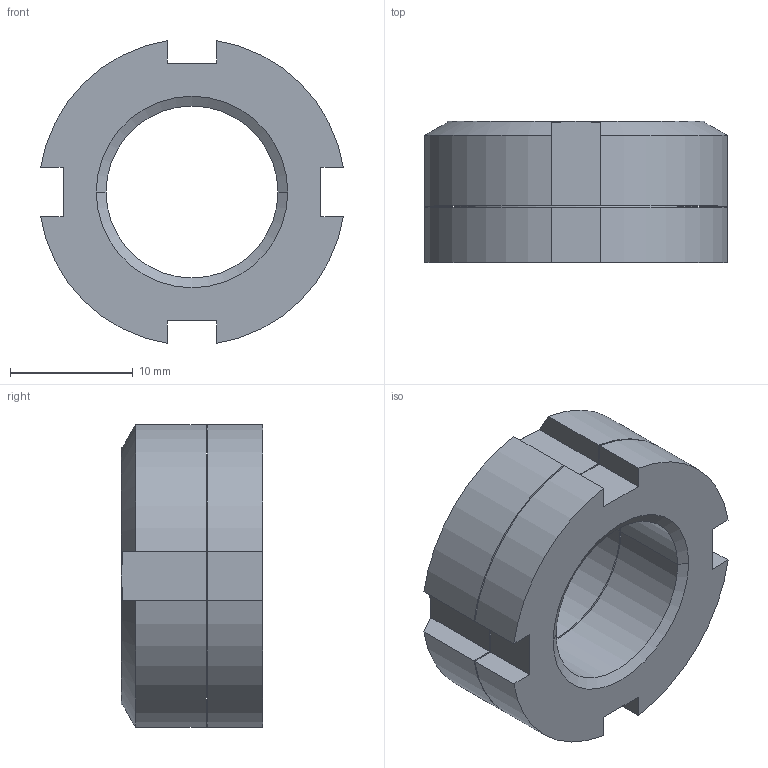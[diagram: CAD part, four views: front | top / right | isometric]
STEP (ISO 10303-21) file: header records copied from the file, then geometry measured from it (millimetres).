
FILE_DESCRIPTION((''),'2;1');
FILE_NAME('1RSTD0152____0','2019-10-29T15:16:48',('kim.bk'),(''),'CREO PARAMETRIC BY PTC INC, 2019010','CREO PARAMETRIC BY PTC INC, 2019010','');
FILE_SCHEMA(('CONFIG_CONTROL_DESIGN'));
Length unit declared in the file: millimetre
Products named in the file (1): 1RSTD0152____0
Bounding box: 24.68 x 11.5 x 24.68 mm (x, y, z)
Volume: 3396.5 mm3; surface area: 2982.7 mm2
Topology: 2 solids, 2 shells, 363 faces, 1015 edges, 674 vertices
Faces by surface type: plane 339, cone 12, cylinder 12
Entity records: 11513 total; most frequent: CARTESIAN_POINT 2108, ORIENTED_EDGE 2030, DIRECTION 1765, EDGE_CURVE 1015, VECTOR 959, LINE 959, VERTEX_POINT 674, AXIS2_PLACEMENT_3D 403
